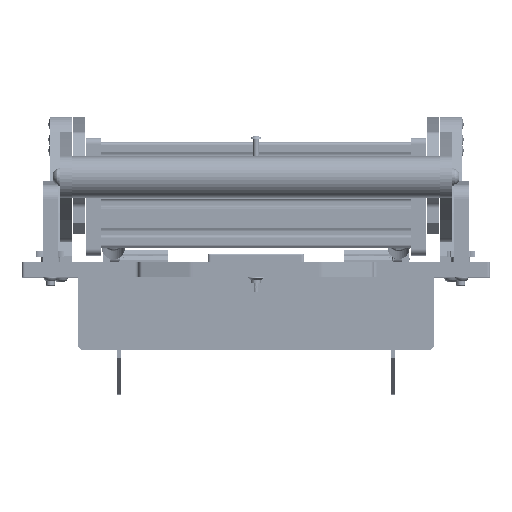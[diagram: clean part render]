
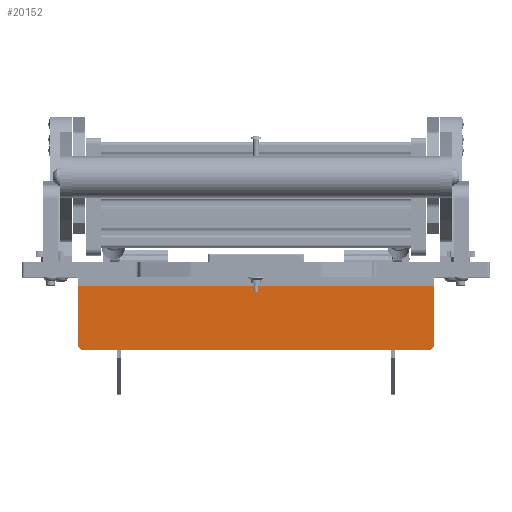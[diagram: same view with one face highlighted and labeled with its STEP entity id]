
A CAD part, top view. The second image highlights one B-rep face of the part: STEP entity #20152.
In plain terms, the highlighted face is planar.
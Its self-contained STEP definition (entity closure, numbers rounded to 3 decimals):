
#2881 = CARTESIAN_POINT ( 'NONE',  ( -6., -6., -122. ) ) ;
#3552 = DIRECTION ( 'NONE',  ( 0., 1., 0. ) ) ;
#6114 = CARTESIAN_POINT ( 'NONE',  ( -6., -6., 122. ) ) ;
#7084 = ORIENTED_EDGE ( 'NONE', *, *, #43611, .F. ) ;
#7149 = CARTESIAN_POINT ( 'NONE',  ( -6., -50., -119. ) ) ;
#8152 = EDGE_CURVE ( 'NONE', #83807, #29131, #16880, .T. ) ;
#9440 = EDGE_LOOP ( 'NONE', ( #7084, #27243, #88569, #84205, #64130, #22307 ) ) ;
#12021 = EDGE_CURVE ( 'NONE', #77434, #61442, #89844, .T. ) ;
#14258 = CARTESIAN_POINT ( 'NONE',  ( -6., -6., 122. ) ) ;
#15612 = VECTOR ( 'NONE', #73433, 1000. ) ;
#16880 = LINE ( 'NONE', #19838, #15612 ) ;
#18899 = VECTOR ( 'NONE', #83322, 1000. ) ;
#19838 = CARTESIAN_POINT ( 'NONE',  ( -6., -6., 122. ) ) ;
#19882 = DIRECTION ( 'NONE',  ( 1., 0., 0. ) ) ;
#20152 = ADVANCED_FACE ( 'NONE', ( #46903 ), #95233, .F. ) ;
#20326 = VERTEX_POINT ( 'NONE', #7149 ) ;
#21967 = DIRECTION ( 'NONE',  ( 0., -0.707, 0.707 ) ) ;
#22307 = ORIENTED_EDGE ( 'NONE', *, *, #93301, .T. ) ;
#26577 = LINE ( 'NONE', #58968, #91262 ) ;
#27243 = ORIENTED_EDGE ( 'NONE', *, *, #80176, .T. ) ;
#28615 = LINE ( 'NONE', #14258, #49059 ) ;
#29131 = VERTEX_POINT ( 'NONE', #33400 ) ;
#33400 = CARTESIAN_POINT ( 'NONE',  ( -6., -47., 122. ) ) ;
#36603 = CARTESIAN_POINT ( 'NONE',  ( -6., -50., 119. ) ) ;
#41748 = DIRECTION ( 'NONE',  ( 0., -1., 0. ) ) ;
#43573 = VERTEX_POINT ( 'NONE', #36603 ) ;
#43611 = EDGE_CURVE ( 'NONE', #43573, #20326, #91996, .T. ) ;
#46903 = FACE_OUTER_BOUND ( 'NONE', #9440, .T. ) ;
#49059 = VECTOR ( 'NONE', #91547, 1000. ) ;
#55158 = VECTOR ( 'NONE', #41748, 1000. ) ;
#57624 = CARTESIAN_POINT ( 'NONE',  ( -6., -47., -122. ) ) ;
#58968 = CARTESIAN_POINT ( 'NONE',  ( -6., -47., 122. ) ) ;
#59293 = DIRECTION ( 'NONE',  ( 0., 0.707, 0.707 ) ) ;
#60528 = CARTESIAN_POINT ( 'NONE',  ( -6., -50., -119. ) ) ;
#61442 = VERTEX_POINT ( 'NONE', #57624 ) ;
#61500 = VECTOR ( 'NONE', #21967, 1000. ) ;
#64130 = ORIENTED_EDGE ( 'NONE', *, *, #12021, .T. ) ;
#68171 = EDGE_CURVE ( 'NONE', #83807, #77434, #28615, .T. ) ;
#73433 = DIRECTION ( 'NONE',  ( 0., -1., 0. ) ) ;
#77434 = VERTEX_POINT ( 'NONE', #95147 ) ;
#80176 = EDGE_CURVE ( 'NONE', #43573, #29131, #26577, .T. ) ;
#83025 = LINE ( 'NONE', #60528, #61500 ) ;
#83322 = DIRECTION ( 'NONE',  ( 0., 0., -1. ) ) ;
#83807 = VERTEX_POINT ( 'NONE', #6114 ) ;
#84205 = ORIENTED_EDGE ( 'NONE', *, *, #68171, .T. ) ;
#88569 = ORIENTED_EDGE ( 'NONE', *, *, #8152, .F. ) ;
#89844 = LINE ( 'NONE', #2881, #55158 ) ;
#91044 = AXIS2_PLACEMENT_3D ( 'NONE', #96222, #19882, #3552 ) ;
#91262 = VECTOR ( 'NONE', #59293, 1000. ) ;
#91547 = DIRECTION ( 'NONE',  ( 0., 0., -1. ) ) ;
#91996 = LINE ( 'NONE', #97798, #18899 ) ;
#93301 = EDGE_CURVE ( 'NONE', #61442, #20326, #83025, .T. ) ;
#95147 = CARTESIAN_POINT ( 'NONE',  ( -6., -6., -122. ) ) ;
#95233 = PLANE ( 'NONE',  #91044 ) ;
#96222 = CARTESIAN_POINT ( 'NONE',  ( -6., -6., 122. ) ) ;
#97798 = CARTESIAN_POINT ( 'NONE',  ( -6., -50., 122. ) ) ;
